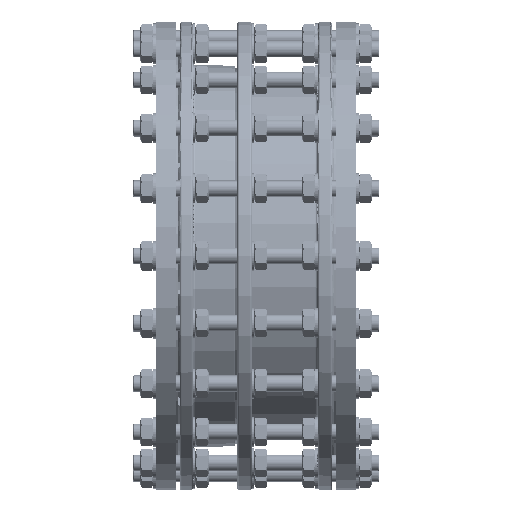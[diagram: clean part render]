
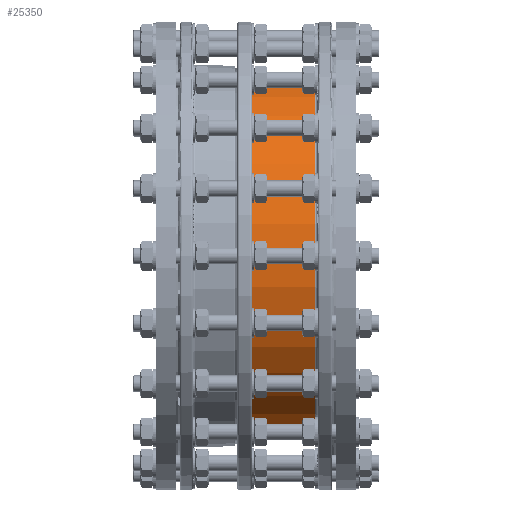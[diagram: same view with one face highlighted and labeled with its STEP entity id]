
A CAD part, top view. The second image highlights one B-rep face of the part: STEP entity #25350.
In plain terms, the highlighted cylindrical face has radius 304.8 mm (diameter 609.6 mm), a partial arc.
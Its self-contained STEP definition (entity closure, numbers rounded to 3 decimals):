
#8942=CARTESIAN_POINT('',(-207.,0.,0.));
#8943=DIRECTION('',(-1.,0.,0.));
#8944=DIRECTION('',(0.,-1.,0.));
#8945=AXIS2_PLACEMENT_3D('',#8942,#8943,#8944);
#8947=DIRECTION('',(1.,0.,0.));
#8948=VECTOR('',#8947,175.5);
#8949=CARTESIAN_POINT('',(-207.,304.8,0.));
#8950=LINE('',#8949,#8948);
#8951=DIRECTION('',(1.,0.,0.));
#8952=VECTOR('',#8951,175.5);
#8953=CARTESIAN_POINT('',(-207.,-304.8,0.));
#8954=LINE('',#8953,#8952);
#8955=CARTESIAN_POINT('',(-31.5,0.,0.));
#8956=DIRECTION('',(1.,0.,0.));
#8957=DIRECTION('',(0.,1.,0.));
#8958=AXIS2_PLACEMENT_3D('',#8955,#8956,#8957);
#8965=CARTESIAN_POINT('',(-31.5,0.,0.));
#8966=DIRECTION('',(1.,0.,0.));
#8967=DIRECTION('',(0.,0.,1.));
#8968=AXIS2_PLACEMENT_3D('',#8965,#8966,#8967);
#9010=CARTESIAN_POINT('',(-207.,0.,0.));
#9011=DIRECTION('',(-1.,0.,0.));
#9012=DIRECTION('',(0.,0.,1.));
#9013=AXIS2_PLACEMENT_3D('',#9010,#9011,#9012);
#12326=CARTESIAN_POINT('',(-207.,0.,304.8));
#12327=VERTEX_POINT('',#12326);
#12332=CARTESIAN_POINT('',(-207.,-304.8,0.));
#12333=CARTESIAN_POINT('',(-31.5,-304.8,0.));
#12334=VERTEX_POINT('',#12332);
#12335=VERTEX_POINT('',#12333);
#12336=CARTESIAN_POINT('',(-207.,304.8,0.));
#12337=CARTESIAN_POINT('',(-31.5,304.8,0.));
#12338=VERTEX_POINT('',#12336);
#12339=VERTEX_POINT('',#12337);
#12390=CARTESIAN_POINT('',(-31.5,0.,304.8));
#12391=VERTEX_POINT('',#12390);
#25335=CARTESIAN_POINT('',(-120.75,0.,0.));
#25336=DIRECTION('',(1.,0.,0.));
#25337=DIRECTION('',(0.,1.,0.));
#25338=AXIS2_PLACEMENT_3D('',#25335,#25336,#25337);
#25339=CYLINDRICAL_SURFACE('',#25338,304.8);
#25340=ORIENTED_EDGE('',*,*,#25323,.T.);
#25342=ORIENTED_EDGE('',*,*,#25341,.T.);
#25343=ORIENTED_EDGE('',*,*,#25311,.F.);
#25344=ORIENTED_EDGE('',*,*,#25294,.T.);
#25346=ORIENTED_EDGE('',*,*,#25345,.T.);
#25347=ORIENTED_EDGE('',*,*,#25306,.T.);
#25348=EDGE_LOOP('',(#25340,#25342,#25343,#25344,#25346,#25347));
#25349=FACE_OUTER_BOUND('',#25348,.F.);
#25350=ADVANCED_FACE('',(#25349),#25339,.T.);
#8946=CIRCLE('',#8945,304.8);
#8959=CIRCLE('',#8958,304.8);
#8969=CIRCLE('',#8968,304.8);
#9014=CIRCLE('',#9013,304.8);
#25294=EDGE_CURVE('',#12334,#12327,#8946,.T.);
#25306=EDGE_CURVE('',#12338,#12339,#8950,.T.);
#25311=EDGE_CURVE('',#12334,#12335,#8954,.T.);
#25323=EDGE_CURVE('',#12339,#12391,#8959,.T.);
#25341=EDGE_CURVE('',#12391,#12335,#8969,.T.);
#25345=EDGE_CURVE('',#12327,#12338,#9014,.T.);
